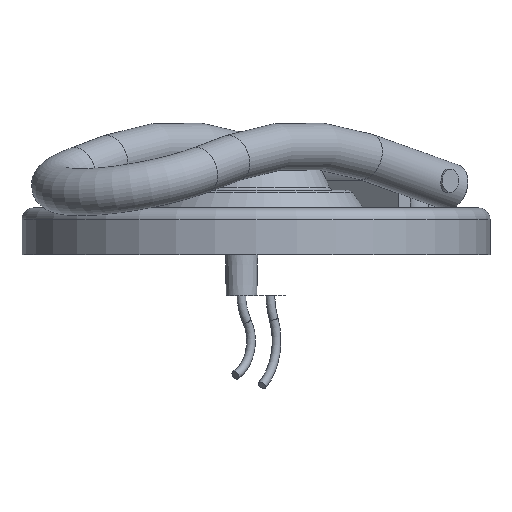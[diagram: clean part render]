
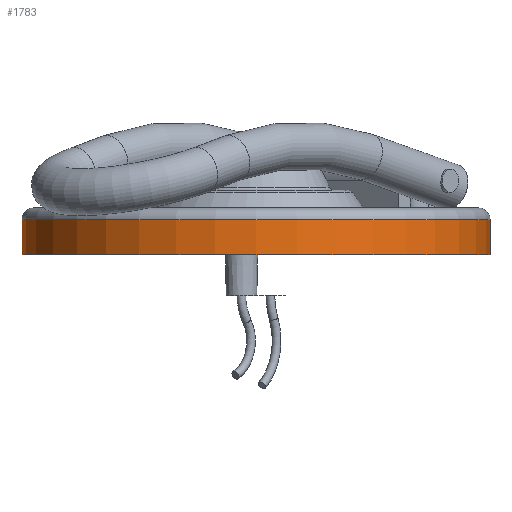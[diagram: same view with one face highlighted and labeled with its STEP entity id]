
A CAD part, front view. The second image highlights one B-rep face of the part: STEP entity #1783.
In plain terms, the highlighted cylindrical face has radius 40 mm (diameter 80 mm), a full revolution.
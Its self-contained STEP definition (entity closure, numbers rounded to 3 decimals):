
#123=CIRCLE('',#1907,40.);
#124=CIRCLE('',#1908,40.);
#125=CIRCLE('',#1910,40.);
#249=FACE_OUTER_BOUND('',#346,.T.);
#346=EDGE_LOOP('',(#1227,#1228,#1229,#1230,#1231));
#464=LINE('',#3000,#551);
#551=VECTOR('',#2177,40.);
#731=VERTEX_POINT('',#2993);
#732=VERTEX_POINT('',#2995);
#733=VERTEX_POINT('',#2999);
#927=EDGE_CURVE('',#731,#732,#123,.T.);
#928=EDGE_CURVE('',#732,#731,#124,.T.);
#929=EDGE_CURVE('',#732,#733,#464,.T.);
#930=EDGE_CURVE('',#733,#733,#125,.T.);
#1227=ORIENTED_EDGE('',*,*,#927,.F.);
#1228=ORIENTED_EDGE('',*,*,#928,.F.);
#1229=ORIENTED_EDGE('',*,*,#929,.T.);
#1230=ORIENTED_EDGE('',*,*,#930,.T.);
#1231=ORIENTED_EDGE('',*,*,#929,.F.);
#1742=CYLINDRICAL_SURFACE('',#1909,40.);
#1783=ADVANCED_FACE('',(#249),#1742,.T.);
#1907=AXIS2_PLACEMENT_3D('',#2996,#2171,#2172);
#1908=AXIS2_PLACEMENT_3D('',#2997,#2173,#2174);
#1909=AXIS2_PLACEMENT_3D('',#2998,#2175,#2176);
#1910=AXIS2_PLACEMENT_3D('',#3001,#2178,#2179);
#2171=DIRECTION('center_axis',(0.,0.,
1.));
#2172=DIRECTION('ref_axis',(0.,-1.,0.));
#2173=DIRECTION('center_axis',(0.,0.,
1.));
#2174=DIRECTION('ref_axis',(0.,-1.,0.));
#2175=DIRECTION('center_axis',(0.,0.,
1.));
#2176=DIRECTION('ref_axis',(-1.,0.,0.));
#2177=DIRECTION('',(0.,0.,-1.));
#2178=DIRECTION('center_axis',(0.,0.,
1.));
#2179=DIRECTION('ref_axis',(0.,-1.,0.));
#2993=CARTESIAN_POINT('',(22.175,111.721,-45.452));
#2995=CARTESIAN_POINT('',(62.175,71.721,-45.452));
#2996=CARTESIAN_POINT('Origin',(22.175,71.721,-45.452));
#2997=CARTESIAN_POINT('Origin',(22.175,71.721,-45.452));
#2998=CARTESIAN_POINT('Origin',(22.175,71.721,-48.452));
#2999=CARTESIAN_POINT('',(62.175,71.721,-51.452));
#3000=CARTESIAN_POINT('',(62.175,71.721,-48.452));
#3001=CARTESIAN_POINT('Origin',(22.175,71.721,-51.452));
